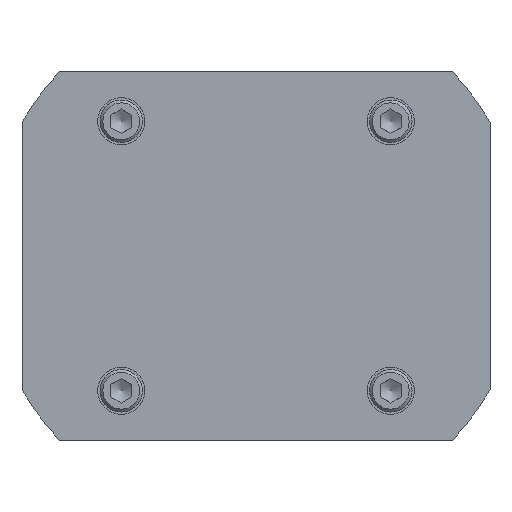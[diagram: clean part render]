
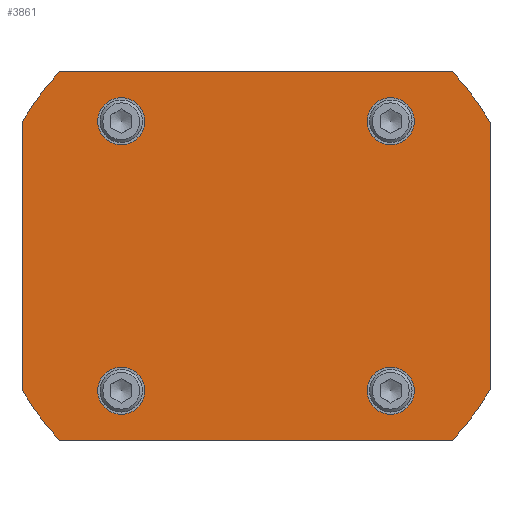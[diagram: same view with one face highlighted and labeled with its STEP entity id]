
A CAD part, front view. The second image highlights one B-rep face of the part: STEP entity #3861.
In plain terms, the highlighted planar face has unit normal (0, -1, 0).
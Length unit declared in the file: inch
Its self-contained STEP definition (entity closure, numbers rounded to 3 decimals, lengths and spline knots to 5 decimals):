
#3348=CARTESIAN_POINT('',(2.0625,0.0,1.17759));
#3349=VERTEX_POINT('',#3348);
#3358=CARTESIAN_POINT('',(2.0625,0.0,-1.17759));
#3359=VERTEX_POINT('',#3358);
#3360=CARTESIAN_POINT('',(2.0625,0.0,-1.17759));
#3361=DIRECTION('',(0.0,0.0,1.0));
#3362=VECTOR('',#3361,2.35518);
#3363=LINE('',#3360,#3362);
#3364=EDGE_CURVE('',#3359,#3349,#3363,.T.);
#3431=CARTESIAN_POINT('',(-2.0625,0.0,-1.17759));
#3432=VERTEX_POINT('',#3431);
#3441=CARTESIAN_POINT('',(-2.0625,0.0,1.17759));
#3442=VERTEX_POINT('',#3441);
#3443=CARTESIAN_POINT('',(-2.0625,0.0,1.17759));
#3444=DIRECTION('',(0.0,0.0,-1.0));
#3445=VECTOR('',#3444,2.35518);
#3446=LINE('',#3443,#3445);
#3447=EDGE_CURVE('',#3442,#3432,#3446,.T.);
#3504=CARTESIAN_POINT('',(-1.1875,0.0,0.98));
#3505=VERTEX_POINT('',#3504);
#3506=CARTESIAN_POINT('',(-1.1875,0.0,1.1875));
#3507=DIRECTION('',(0.0,1.0,0.0));
#3508=DIRECTION('',(0.0,0.0,-1.0));
#3509=AXIS2_PLACEMENT_3D('',#3506,#3507,#3508);
#3510=CIRCLE('',#3509,0.2075);
#3511=EDGE_CURVE('',#3505,#3505,#3510,.T.);
#3545=CARTESIAN_POINT('',(-0.98,0.0,-1.1875));
#3546=VERTEX_POINT('',#3545);
#3547=CARTESIAN_POINT('',(-1.1875,0.0,-1.1875));
#3548=DIRECTION('',(0.0,1.0,0.0));
#3549=DIRECTION('',(1.0,0.0,0.0));
#3550=AXIS2_PLACEMENT_3D('',#3547,#3548,#3549);
#3551=CIRCLE('',#3550,0.2075);
#3552=EDGE_CURVE('',#3546,#3546,#3551,.T.);
#3594=CARTESIAN_POINT('',(1.1875,0.0,-0.98));
#3595=VERTEX_POINT('',#3594);
#3596=CARTESIAN_POINT('',(1.1875,0.0,-1.1875));
#3597=DIRECTION('',(0.0,1.0,0.0));
#3598=DIRECTION('',(0.0,0.0,1.0));
#3599=AXIS2_PLACEMENT_3D('',#3596,#3597,#3598);
#3600=CIRCLE('',#3599,0.2075);
#3601=EDGE_CURVE('',#3595,#3595,#3600,.T.);
#3643=CARTESIAN_POINT('',(0.98,0.0,1.1875));
#3644=VERTEX_POINT('',#3643);
#3645=CARTESIAN_POINT('',(1.1875,0.0,1.1875));
#3646=DIRECTION('',(0.0,1.0,0.0));
#3647=DIRECTION('',(-1.0,0.0,0.0));
#3648=AXIS2_PLACEMENT_3D('',#3645,#3646,#3647);
#3649=CIRCLE('',#3648,0.2075);
#3650=EDGE_CURVE('',#3644,#3644,#3649,.T.);
#3663=CARTESIAN_POINT('',(1.73205,0.0,1.625));
#3664=VERTEX_POINT('',#3663);
#3673=CARTESIAN_POINT('',(0.0,0.0,0.0));
#3674=DIRECTION('',(0.0,-1.0,0.0));
#3675=DIRECTION('',(-0.729,0.0,-0.684));
#3676=AXIS2_PLACEMENT_3D('',#3673,#3674,#3675);
#3677=CIRCLE('',#3676,2.375);
#3678=EDGE_CURVE('',#3349,#3664,#3677,.T.);
#3696=CARTESIAN_POINT('',(-1.73205,0.0,1.625));
#3697=VERTEX_POINT('',#3696);
#3706=CARTESIAN_POINT('',(1.73205,0.0,1.625));
#3707=DIRECTION('',(-1.0,0.0,0.0));
#3708=VECTOR('',#3707,3.4641);
#3709=LINE('',#3706,#3708);
#3710=EDGE_CURVE('',#3664,#3697,#3709,.T.);
#3728=CARTESIAN_POINT('',(0.0,0.0,0.0));
#3729=DIRECTION('',(0.0,-1.,0.0));
#3730=DIRECTION('',(0.868,0.0,-0.496));
#3731=AXIS2_PLACEMENT_3D('',#3728,#3729,#3730);
#3732=CIRCLE('',#3731,2.375);
#3733=EDGE_CURVE('',#3697,#3442,#3732,.T.);
#3751=CARTESIAN_POINT('',(-1.73205,0.0,-1.625));
#3752=VERTEX_POINT('',#3751);
#3761=CARTESIAN_POINT('',(0.0,0.0,0.0));
#3762=DIRECTION('',(0.0,-1.0,0.0));
#3763=DIRECTION('',(0.729,0.0,0.684));
#3764=AXIS2_PLACEMENT_3D('',#3761,#3762,#3763);
#3765=CIRCLE('',#3764,2.375);
#3766=EDGE_CURVE('',#3432,#3752,#3765,.T.);
#3784=CARTESIAN_POINT('',(1.73205,0.0,-1.625));
#3785=VERTEX_POINT('',#3784);
#3794=CARTESIAN_POINT('',(-1.73205,0.0,-1.625));
#3795=DIRECTION('',(1.0,0.0,0.0));
#3796=VECTOR('',#3795,3.4641);
#3797=LINE('',#3794,#3796);
#3798=EDGE_CURVE('',#3752,#3785,#3797,.T.);
#3816=CARTESIAN_POINT('',(0.0,0.0,0.0));
#3817=DIRECTION('',(0.0,-1.,0.0));
#3818=DIRECTION('',(-0.868,0.0,0.496));
#3819=AXIS2_PLACEMENT_3D('',#3816,#3817,#3818);
#3820=CIRCLE('',#3819,2.375);
#3821=EDGE_CURVE('',#3785,#3359,#3820,.T.);
#3834=CARTESIAN_POINT('',(0.,0.0,0.));
#3835=DIRECTION('',(0.0,1.0,0.0));
#3836=DIRECTION('',(0.0,0.0,-1.0));
#3837=AXIS2_PLACEMENT_3D('',#3834,#3835,#3836);
#3838=PLANE('',#3837);
#3839=ORIENTED_EDGE('',*,*,#3364,.T.);
#3840=ORIENTED_EDGE('',*,*,#3678,.T.);
#3841=ORIENTED_EDGE('',*,*,#3710,.T.);
#3842=ORIENTED_EDGE('',*,*,#3733,.T.);
#3843=ORIENTED_EDGE('',*,*,#3447,.T.);
#3844=ORIENTED_EDGE('',*,*,#3766,.T.);
#3845=ORIENTED_EDGE('',*,*,#3798,.T.);
#3846=ORIENTED_EDGE('',*,*,#3821,.T.);
#3847=EDGE_LOOP('',(#3839,#3840,#3841,#3842,#3843,#3844,#3845,#3846));
#3848=FACE_OUTER_BOUND('',#3847,.T.);
#3849=ORIENTED_EDGE('',*,*,#3511,.T.);
#3850=EDGE_LOOP('',(#3849));
#3851=FACE_BOUND('',#3850,.T.);
#3852=ORIENTED_EDGE('',*,*,#3552,.T.);
#3853=EDGE_LOOP('',(#3852));
#3854=FACE_BOUND('',#3853,.T.);
#3855=ORIENTED_EDGE('',*,*,#3601,.T.);
#3856=EDGE_LOOP('',(#3855));
#3857=FACE_BOUND('',#3856,.T.);
#3858=ORIENTED_EDGE('',*,*,#3650,.T.);
#3859=EDGE_LOOP('',(#3858));
#3860=FACE_BOUND('',#3859,.T.);
#3861=ADVANCED_FACE('',(#3848,#3851,#3854,#3857,#3860),#3838,.F.);
